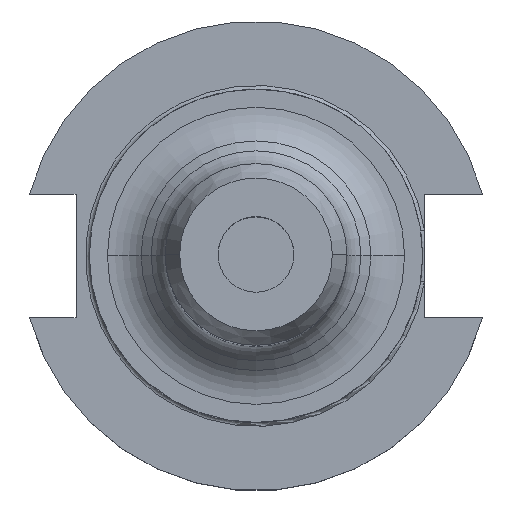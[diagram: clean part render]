
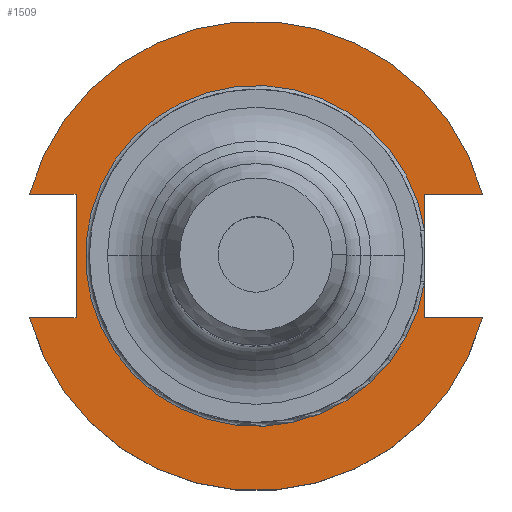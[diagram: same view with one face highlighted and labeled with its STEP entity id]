
A CAD part, top view. The second image highlights one B-rep face of the part: STEP entity #1509.
In plain terms, the highlighted planar face has unit normal (0, 0, 1).
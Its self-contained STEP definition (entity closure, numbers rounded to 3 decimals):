
#28 = ORIENTED_EDGE ( 'NONE', *, *, #1007, .T. ) ;
#31 = EDGE_CURVE ( 'NONE', #221, #1849, #992, .T. ) ;
#41 = CARTESIAN_POINT ( 'NONE',  ( 35.306, 12.954, 19.05 ) ) ;
#65 = LINE ( 'NONE', #1645, #1609 ) ;
#80 = ORIENTED_EDGE ( 'NONE', *, *, #1043, .F. ) ;
#106 = LINE ( 'NONE', #552, #1658 ) ;
#107 = CARTESIAN_POINT ( 'NONE',  ( 47.477, -12.954, 19.05 ) ) ;
#202 = CARTESIAN_POINT ( 'NONE',  ( 35.306, -5.455, 19.05 ) ) ;
#211 = CARTESIAN_POINT ( 'NONE',  ( 0., 0., 19.05 ) ) ;
#221 = VERTEX_POINT ( 'NONE', #461 ) ;
#239 = CARTESIAN_POINT ( 'NONE',  ( -47.477, 12.954, 19.05 ) ) ;
#259 = DIRECTION ( 'NONE',  ( -1., 0., 0. ) ) ;
#284 = CARTESIAN_POINT ( 'NONE',  ( 35.306, 12.954, 19.05 ) ) ;
#295 = ORIENTED_EDGE ( 'NONE', *, *, #405, .F. ) ;
#297 = VECTOR ( 'NONE', #440, 1000. ) ;
#302 = VECTOR ( 'NONE', #485, 1000. ) ;
#322 = VERTEX_POINT ( 'NONE', #239 ) ;
#342 = PLANE ( 'NONE',  #1395 ) ;
#352 = DIRECTION ( 'NONE',  ( 1., 0., 0. ) ) ;
#355 = CARTESIAN_POINT ( 'NONE',  ( 47.477, 12.954, 19.05 ) ) ;
#370 = VERTEX_POINT ( 'NONE', #1275 ) ;
#396 = VECTOR ( 'NONE', #1895, 1000. ) ;
#405 = EDGE_CURVE ( 'NONE', #1575, #1822, #106, .T. ) ;
#413 = DIRECTION ( 'NONE',  ( 1., 0., 0. ) ) ;
#439 = LINE ( 'NONE', #868, #396 ) ;
#440 = DIRECTION ( 'NONE',  ( 0., -1., 0. ) ) ;
#461 = CARTESIAN_POINT ( 'NONE',  ( -47.477, -12.954, 19.05 ) ) ;
#485 = DIRECTION ( 'NONE',  ( 0., 1., 0. ) ) ;
#514 = EDGE_LOOP ( 'NONE', ( #1369, #28, #971, #295, #1796, #1677, #80, #883, #1102, #816 ) ) ;
#525 = CIRCLE ( 'NONE', #763, 49.212 ) ;
#552 = CARTESIAN_POINT ( 'NONE',  ( 35.306, 12.954, 19.05 ) ) ;
#613 = DIRECTION ( 'NONE',  ( 0., 0., 1. ) ) ;
#670 = CARTESIAN_POINT ( 'NONE',  ( 0., 0., 19.05 ) ) ;
#688 = VERTEX_POINT ( 'NONE', #107 ) ;
#724 = CARTESIAN_POINT ( 'NONE',  ( 35.306, 12.954, 19.05 ) ) ;
#758 = DIRECTION ( 'NONE',  ( -1., 0., 0. ) ) ;
#763 = AXIS2_PLACEMENT_3D ( 'NONE', #670, #1701, #822 ) ;
#771 = FACE_OUTER_BOUND ( 'NONE', #514, .T. ) ;
#772 = EDGE_CURVE ( 'NONE', #370, #322, #65, .T. ) ;
#816 = ORIENTED_EDGE ( 'NONE', *, *, #1793, .F. ) ;
#822 = DIRECTION ( 'NONE',  ( 1., 0., 0. ) ) ;
#868 = CARTESIAN_POINT ( 'NONE',  ( 35.306, -12.954, 19.05 ) ) ;
#869 = CARTESIAN_POINT ( 'NONE',  ( -37.719, -12.954, 19.05 ) ) ;
#874 = AXIS2_PLACEMENT_3D ( 'NONE', #1488, #613, #1638 ) ;
#883 = ORIENTED_EDGE ( 'NONE', *, *, #31, .F. ) ;
#894 = VERTEX_POINT ( 'NONE', #1185 ) ;
#911 = EDGE_CURVE ( 'NONE', #221, #688, #1273, .T. ) ;
#971 = ORIENTED_EDGE ( 'NONE', *, *, #1890, .F. ) ;
#992 = LINE ( 'NONE', #1140, #1386 ) ;
#1007 = EDGE_CURVE ( 'NONE', #1253, #894, #1136, .T. ) ;
#1043 = EDGE_CURVE ( 'NONE', #1849, #370, #1091, .T. ) ;
#1091 = LINE ( 'NONE', #1512, #302 ) ;
#1094 = DIRECTION ( 'NONE',  ( 0., 0., 1. ) ) ;
#1102 = ORIENTED_EDGE ( 'NONE', *, *, #911, .T. ) ;
#1136 = CIRCLE ( 'NONE', #1299, 35.725 ) ;
#1140 = CARTESIAN_POINT ( 'NONE',  ( -63.719, -12.954, 19.05 ) ) ;
#1183 = EDGE_CURVE ( 'NONE', #1575, #322, #525, .T. ) ;
#1185 = CARTESIAN_POINT ( 'NONE',  ( 35.306, 5.455, 19.05 ) ) ;
#1211 = DIRECTION ( 'NONE',  ( 0., -1., 0. ) ) ;
#1227 = DIRECTION ( 'NONE',  ( 0., 0., -1. ) ) ;
#1253 = VERTEX_POINT ( 'NONE', #202 ) ;
#1273 = CIRCLE ( 'NONE', #874, 49.212 ) ;
#1275 = CARTESIAN_POINT ( 'NONE',  ( -37.719, 12.954, 19.05 ) ) ;
#1299 = AXIS2_PLACEMENT_3D ( 'NONE', #211, #1227, #352 ) ;
#1308 = LINE ( 'NONE', #41, #1651 ) ;
#1324 = VERTEX_POINT ( 'NONE', #1669 ) ;
#1369 = ORIENTED_EDGE ( 'NONE', *, *, #1413, .F. ) ;
#1386 = VECTOR ( 'NONE', #413, 1000. ) ;
#1395 = AXIS2_PLACEMENT_3D ( 'NONE', #1518, #1094, #1797 ) ;
#1413 = EDGE_CURVE ( 'NONE', #1253, #1324, #1308, .T. ) ;
#1488 = CARTESIAN_POINT ( 'NONE',  ( 0., 0., 19.05 ) ) ;
#1509 = ADVANCED_FACE ( 'NONE', ( #771 ), #342, .T. ) ;
#1512 = CARTESIAN_POINT ( 'NONE',  ( -37.719, 12.954, 19.05 ) ) ;
#1518 = CARTESIAN_POINT ( 'NONE',  ( 0., 49.212, 19.05 ) ) ;
#1575 = VERTEX_POINT ( 'NONE', #355 ) ;
#1609 = VECTOR ( 'NONE', #758, 1000. ) ;
#1638 = DIRECTION ( 'NONE',  ( 1., 0., 0. ) ) ;
#1645 = CARTESIAN_POINT ( 'NONE',  ( -63.719, 12.954, 19.05 ) ) ;
#1651 = VECTOR ( 'NONE', #1211, 1000. ) ;
#1658 = VECTOR ( 'NONE', #259, 1000. ) ;
#1669 = CARTESIAN_POINT ( 'NONE',  ( 35.306, -12.954, 19.05 ) ) ;
#1677 = ORIENTED_EDGE ( 'NONE', *, *, #772, .F. ) ;
#1701 = DIRECTION ( 'NONE',  ( 0., 0., 1. ) ) ;
#1793 = EDGE_CURVE ( 'NONE', #1324, #688, #439, .T. ) ;
#1796 = ORIENTED_EDGE ( 'NONE', *, *, #1183, .T. ) ;
#1797 = DIRECTION ( 'NONE',  ( 1., 0., 0. ) ) ;
#1822 = VERTEX_POINT ( 'NONE', #284 ) ;
#1849 = VERTEX_POINT ( 'NONE', #869 ) ;
#1858 = LINE ( 'NONE', #724, #297 ) ;
#1890 = EDGE_CURVE ( 'NONE', #1822, #894, #1858, .T. ) ;
#1895 = DIRECTION ( 'NONE',  ( 1., 0., 0. ) ) ;
